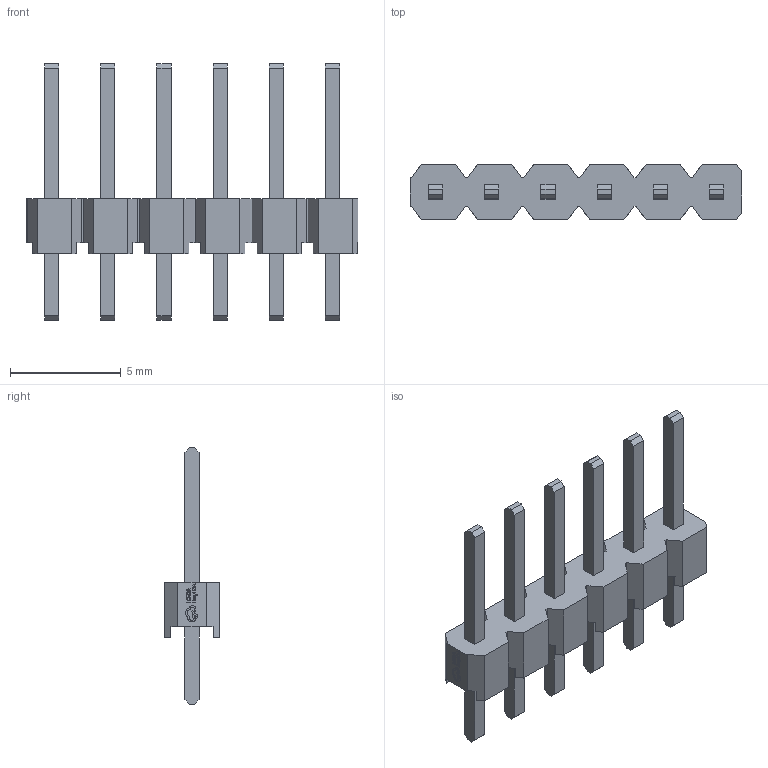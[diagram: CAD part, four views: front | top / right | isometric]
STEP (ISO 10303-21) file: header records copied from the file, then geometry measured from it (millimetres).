
FILE_DESCRIPTION (( 'STEP AP214' ), '1' );
FILE_NAME ('HDR-TH_6P-P2.54-M-LI-1X6P.step', '2022-07-02T12:53:38', ( '' ), ( '' ), 'SwSTEP 2.0', 'SolidWorks 2020', '' );
FILE_SCHEMA (( 'AUTOMOTIVE_DESIGN' ));
Length unit declared in the file: millimetre
Products named in the file (1): HDR-TH_6P-P2.54-M-LI-1X6P
Bounding box: 15 x 2.5 x 11.6 mm (x, y, z)
Volume: 94 mm3; surface area: 319.1 mm2
Topology: 1 solids, 1 shells, 444 faces, 1212 edges, 808 vertices
Faces by surface type: plane 330, bspline 114
Entity records: 18868 total; most frequent: CARTESIAN_POINT 4827, ORIENTED_EDGE 2424, DIRECTION 1642, EDGE_CURVE 1212, LINE 980, VECTOR 980, VERTEX_POINT 808, EDGE_LOOP 482
